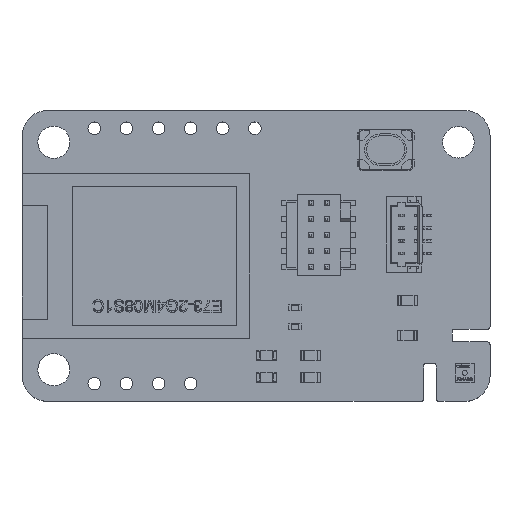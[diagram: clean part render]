
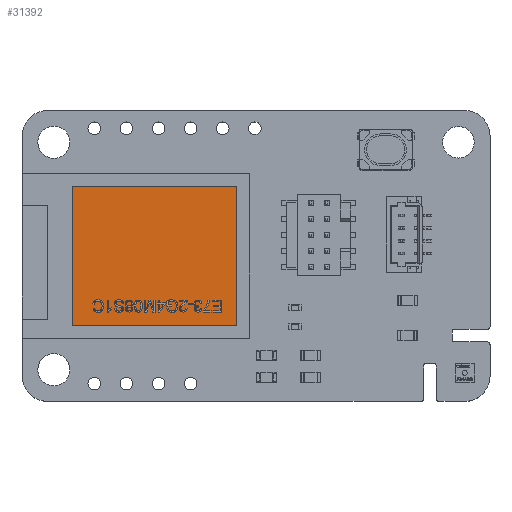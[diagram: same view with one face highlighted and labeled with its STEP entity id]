
A CAD part, top view. The second image highlights one B-rep face of the part: STEP entity #31392.
In plain terms, the highlighted planar face has unit normal (0, 0, 1).
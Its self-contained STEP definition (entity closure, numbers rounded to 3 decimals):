
#31263 = VERTEX_POINT('',#31264);
#31264 = CARTESIAN_POINT('',(1.,-5.5,2.8));
#31279 = VERTEX_POINT('',#31280);
#31280 = CARTESIAN_POINT('',(1.,5.5,2.8));
#31286 = EDGE_CURVE('',#31263,#31279,#31287,.T.);
#31287 = LINE('',#31288,#31289);
#31288 = CARTESIAN_POINT('',(1.,-5.5,2.8));
#31289 = VECTOR('',#31290,1.);
#31290 = DIRECTION('',(0.,1.,0.));
#31303 = VERTEX_POINT('',#31304);
#31304 = CARTESIAN_POINT('',(14.,-5.5,2.8));
#31319 = VERTEX_POINT('',#31320);
#31320 = CARTESIAN_POINT('',(14.,5.5,2.8));
#31326 = EDGE_CURVE('',#31303,#31319,#31327,.T.);
#31327 = LINE('',#31328,#31329);
#31328 = CARTESIAN_POINT('',(14.,-5.5,2.8));
#31329 = VECTOR('',#31330,1.);
#31330 = DIRECTION('',(0.,1.,0.));
#31347 = EDGE_CURVE('',#31263,#31303,#31348,.T.);
#31348 = LINE('',#31349,#31350);
#31349 = CARTESIAN_POINT('',(1.,-5.5,2.8));
#31350 = VECTOR('',#31351,1.);
#31351 = DIRECTION('',(1.,0.,0.));
#31369 = EDGE_CURVE('',#31279,#31319,#31370,.T.);
#31370 = LINE('',#31371,#31372);
#31371 = CARTESIAN_POINT('',(1.,5.5,2.8));
#31372 = VECTOR('',#31373,1.);
#31373 = DIRECTION('',(1.,0.,0.));
#31392 = ADVANCED_FACE('',(#31393),#31399,.T.);
#31393 = FACE_BOUND('',#31394,.T.);
#31394 = EDGE_LOOP('',(#31395,#31396,#31397,#31398));
#31395 = ORIENTED_EDGE('',*,*,#31286,.F.);
#31396 = ORIENTED_EDGE('',*,*,#31347,.T.);
#31397 = ORIENTED_EDGE('',*,*,#31326,.T.);
#31398 = ORIENTED_EDGE('',*,*,#31369,.F.);
#31399 = PLANE('',#31400);
#31400 = AXIS2_PLACEMENT_3D('',#31401,#31402,#31403);
#31401 = CARTESIAN_POINT('',(1.,-5.5,2.8));
#31402 = DIRECTION('',(0.,0.,1.));
#31403 = DIRECTION('',(1.,0.,-0.));
